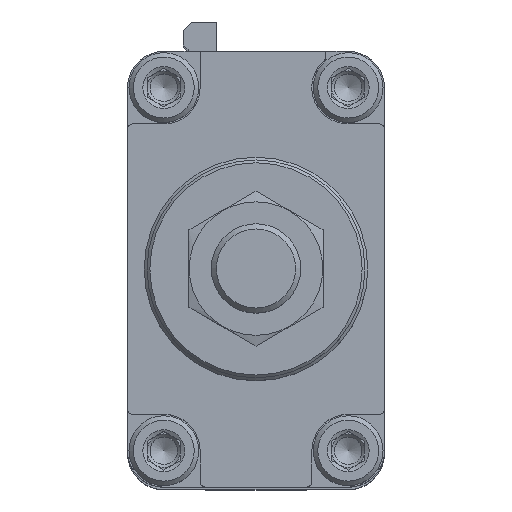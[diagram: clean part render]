
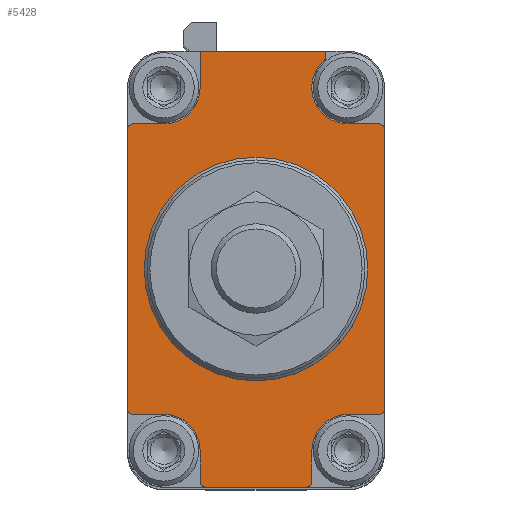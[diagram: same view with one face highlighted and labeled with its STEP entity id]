
A CAD part, top view. The second image highlights one B-rep face of the part: STEP entity #5428.
In plain terms, the highlighted planar face has unit normal (0, 0, 1).
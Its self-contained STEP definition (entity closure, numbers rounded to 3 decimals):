
#167=LINE('',#8467,#542);
#175=LINE('',#8489,#550);
#183=LINE('',#8513,#558);
#195=LINE('',#8548,#570);
#212=LINE('',#8581,#587);
#213=LINE('',#8587,#588);
#214=LINE('',#8591,#589);
#215=LINE('',#8596,#590);
#216=LINE('',#8600,#591);
#217=LINE('',#8605,#592);
#218=LINE('',#8609,#593);
#219=LINE('',#8610,#594);
#542=VECTOR('',#6566,1000.);
#550=VECTOR('',#6584,1000.);
#558=VECTOR('',#6604,1000.);
#570=VECTOR('',#6632,1000.);
#587=VECTOR('',#6653,1000.);
#588=VECTOR('',#6658,1000.);
#589=VECTOR('',#6661,1000.);
#590=VECTOR('',#6666,1000.);
#591=VECTOR('',#6669,1000.);
#592=VECTOR('',#6674,1000.);
#593=VECTOR('',#6677,1000.);
#594=VECTOR('',#6678,1000.);
#915=PLANE('',#5866);
#1133=CIRCLE('',#5867,20.);
#1134=CIRCLE('',#5868,1.);
#1135=CIRCLE('',#5869,1.);
#1136=CIRCLE('',#5870,6.5);
#1137=CIRCLE('',#5871,1.);
#1138=CIRCLE('',#5872,1.);
#1139=CIRCLE('',#5873,6.5);
#1140=CIRCLE('',#5874,1.);
#1141=CIRCLE('',#5875,1.);
#1142=CIRCLE('',#5876,6.5);
#1143=CIRCLE('',#5877,6.5);
#1531=ORIENTED_EDGE('',*,*,#3029,.T.);
#1532=ORIENTED_EDGE('',*,*,#3030,.T.);
#1533=ORIENTED_EDGE('',*,*,#3031,.T.);
#1534=ORIENTED_EDGE('',*,*,#2971,.T.);
#1535=ORIENTED_EDGE('',*,*,#3032,.T.);
#1536=ORIENTED_EDGE('',*,*,#3033,.T.);
#1537=ORIENTED_EDGE('',*,*,#3034,.F.);
#1538=ORIENTED_EDGE('',*,*,#3035,.T.);
#1539=ORIENTED_EDGE('',*,*,#3036,.T.);
#1540=ORIENTED_EDGE('',*,*,#2982,.T.);
#1541=ORIENTED_EDGE('',*,*,#3037,.T.);
#1542=ORIENTED_EDGE('',*,*,#3038,.T.);
#1543=ORIENTED_EDGE('',*,*,#3039,.F.);
#1544=ORIENTED_EDGE('',*,*,#3040,.T.);
#1545=ORIENTED_EDGE('',*,*,#3041,.T.);
#1546=ORIENTED_EDGE('',*,*,#2994,.T.);
#1547=ORIENTED_EDGE('',*,*,#3042,.T.);
#1548=ORIENTED_EDGE('',*,*,#3043,.T.);
#1549=ORIENTED_EDGE('',*,*,#3044,.F.);
#1550=ORIENTED_EDGE('',*,*,#3045,.T.);
#1551=ORIENTED_EDGE('',*,*,#3012,.T.);
#1552=ORIENTED_EDGE('',*,*,#3046,.T.);
#1553=ORIENTED_EDGE('',*,*,#3047,.F.);
#2971=EDGE_CURVE('',#3726,#3725,#167,.T.);
#2982=EDGE_CURVE('',#3735,#3734,#175,.T.);
#2994=EDGE_CURVE('',#3745,#3744,#183,.T.);
#3012=EDGE_CURVE('',#3760,#3759,#195,.T.);
#3029=EDGE_CURVE('',#3773,#3773,#1133,.T.);
#3030=EDGE_CURVE('',#3774,#3775,#212,.T.);
#3031=EDGE_CURVE('',#3775,#3726,#1134,.T.);
#3032=EDGE_CURVE('',#3725,#3776,#1135,.T.);
#3033=EDGE_CURVE('',#3776,#3777,#213,.T.);
#3034=EDGE_CURVE('',#3778,#3777,#1136,.T.);
#3035=EDGE_CURVE('',#3778,#3779,#214,.T.);
#3036=EDGE_CURVE('',#3779,#3735,#1137,.T.);
#3037=EDGE_CURVE('',#3734,#3780,#1138,.T.);
#3038=EDGE_CURVE('',#3780,#3781,#215,.T.);
#3039=EDGE_CURVE('',#3782,#3781,#1139,.T.);
#3040=EDGE_CURVE('',#3782,#3783,#216,.T.);
#3041=EDGE_CURVE('',#3783,#3745,#1140,.T.);
#3042=EDGE_CURVE('',#3744,#3784,#1141,.T.);
#3043=EDGE_CURVE('',#3784,#3785,#217,.T.);
#3044=EDGE_CURVE('',#3786,#3785,#1142,.T.);
#3045=EDGE_CURVE('',#3786,#3760,#218,.T.);
#3046=EDGE_CURVE('',#3759,#3787,#219,.T.);
#3047=EDGE_CURVE('',#3774,#3787,#1143,.T.);
#3725=VERTEX_POINT('',#8466);
#3726=VERTEX_POINT('',#8468);
#3734=VERTEX_POINT('',#8488);
#3735=VERTEX_POINT('',#8490);
#3744=VERTEX_POINT('',#8512);
#3745=VERTEX_POINT('',#8514);
#3759=VERTEX_POINT('',#8547);
#3760=VERTEX_POINT('',#8549);
#3773=VERTEX_POINT('',#8580);
#3774=VERTEX_POINT('',#8582);
#3775=VERTEX_POINT('',#8583);
#3776=VERTEX_POINT('',#8586);
#3777=VERTEX_POINT('',#8588);
#3778=VERTEX_POINT('',#8590);
#3779=VERTEX_POINT('',#8592);
#3780=VERTEX_POINT('',#8595);
#3781=VERTEX_POINT('',#8597);
#3782=VERTEX_POINT('',#8599);
#3783=VERTEX_POINT('',#8601);
#3784=VERTEX_POINT('',#8604);
#3785=VERTEX_POINT('',#8606);
#3786=VERTEX_POINT('',#8608);
#3787=VERTEX_POINT('',#8611);
#4319=EDGE_LOOP('',(#1531));
#4320=EDGE_LOOP('',(#1532,#1533,#1534,#1535,#1536,#1537,#1538,#1539,#1540,
#1541,#1542,#1543,#1544,#1545,#1546,#1547,#1548,#1549,#1550,#1551,#1552,
#1553));
#4842=FACE_BOUND('',#4319,.T.);
#4843=FACE_BOUND('',#4320,.T.);
#5428=ADVANCED_FACE('',(#4842,#4843),#915,.T.);
#5866=AXIS2_PLACEMENT_3D('',#8578,#6649,#6650);
#5867=AXIS2_PLACEMENT_3D('',#8579,#6651,#6652);
#5868=AXIS2_PLACEMENT_3D('',#8584,#6654,#6655);
#5869=AXIS2_PLACEMENT_3D('',#8585,#6656,#6657);
#5870=AXIS2_PLACEMENT_3D('',#8589,#6659,#6660);
#5871=AXIS2_PLACEMENT_3D('',#8593,#6662,#6663);
#5872=AXIS2_PLACEMENT_3D('',#8594,#6664,#6665);
#5873=AXIS2_PLACEMENT_3D('',#8598,#6667,#6668);
#5874=AXIS2_PLACEMENT_3D('',#8602,#6670,#6671);
#5875=AXIS2_PLACEMENT_3D('',#8603,#6672,#6673);
#5876=AXIS2_PLACEMENT_3D('',#8607,#6675,#6676);
#5877=AXIS2_PLACEMENT_3D('',#8612,#6679,#6680);
#6566=DIRECTION('',(0.,-1.,0.));
#6584=DIRECTION('',(1.,0.,0.));
#6604=DIRECTION('',(0.,1.,0.));
#6632=DIRECTION('',(-1.,0.,0.));
#6649=DIRECTION('',(0.,0.,1.));
#6650=DIRECTION('',(1.,0.,0.));
#6651=DIRECTION('',(0.,0.,-1.));
#6652=DIRECTION('',(-1.,0.,0.));
#6653=DIRECTION('',(-1.,0.,0.));
#6654=DIRECTION('',(0.,0.,1.));
#6655=DIRECTION('',(1.,0.,0.));
#6656=DIRECTION('',(0.,0.,1.));
#6657=DIRECTION('',(1.,0.,0.));
#6658=DIRECTION('',(1.,0.,0.));
#6659=DIRECTION('',(0.,0.,1.));
#6660=DIRECTION('',(1.,0.,0.));
#6661=DIRECTION('',(0.,-1.,0.));
#6662=DIRECTION('',(0.,0.,1.));
#6663=DIRECTION('',(1.,0.,0.));
#6664=DIRECTION('',(0.,0.,1.));
#6665=DIRECTION('',(1.,0.,0.));
#6666=DIRECTION('',(0.,1.,0.));
#6667=DIRECTION('',(0.,0.,1.));
#6668=DIRECTION('',(1.,0.,0.));
#6669=DIRECTION('',(1.,0.,0.));
#6670=DIRECTION('',(0.,0.,1.));
#6671=DIRECTION('',(1.,0.,0.));
#6672=DIRECTION('',(0.,0.,1.));
#6673=DIRECTION('',(1.,0.,0.));
#6674=DIRECTION('',(-1.,0.,0.));
#6675=DIRECTION('',(0.,0.,1.));
#6676=DIRECTION('',(1.,0.,0.));
#6677=DIRECTION('',(0.,1.,0.));
#6678=DIRECTION('',(0.,-1.,0.));
#6679=DIRECTION('',(0.,0.,1.));
#6680=DIRECTION('',(1.,0.,0.));
#8466=CARTESIAN_POINT('',(-23.,-25.,0.));
#8467=CARTESIAN_POINT('',(-23.,32.5,0.));
#8468=CARTESIAN_POINT('',(-23.,25.,0.));
#8488=CARTESIAN_POINT('',(9.,-39.,0.));
#8489=CARTESIAN_POINT('',(-16.5,-39.,0.));
#8490=CARTESIAN_POINT('',(-9.,-39.,0.));
#8512=CARTESIAN_POINT('',(23.,25.,0.));
#8513=CARTESIAN_POINT('',(23.,-32.5,0.));
#8514=CARTESIAN_POINT('',(23.,-25.,0.));
#8547=CARTESIAN_POINT('',(-10.,39.,0.));
#8548=CARTESIAN_POINT('',(16.5,39.,0.));
#8549=CARTESIAN_POINT('',(12.5,39.,0.));
#8578=CARTESIAN_POINT('',(-16.5,32.5,0.));
#8579=CARTESIAN_POINT('',(0.,0.,0.));
#8580=CARTESIAN_POINT('',(-20.,0.,0.));
#8581=CARTESIAN_POINT('',(-16.5,26.,0.));
#8582=CARTESIAN_POINT('',(-16.5,26.,0.));
#8583=CARTESIAN_POINT('',(-22.,26.,0.));
#8584=CARTESIAN_POINT('',(-22.,25.,0.));
#8585=CARTESIAN_POINT('',(-22.,-25.,0.));
#8586=CARTESIAN_POINT('',(-22.,-26.,0.));
#8587=CARTESIAN_POINT('',(-22.,-26.,0.));
#8588=CARTESIAN_POINT('',(-16.5,-26.,0.));
#8589=CARTESIAN_POINT('',(-16.5,-32.5,0.));
#8590=CARTESIAN_POINT('',(-10.,-32.5,0.));
#8591=CARTESIAN_POINT('',(-10.,-32.5,0.));
#8592=CARTESIAN_POINT('',(-10.,-38.,0.));
#8593=CARTESIAN_POINT('',(-9.,-38.,0.));
#8594=CARTESIAN_POINT('',(9.,-38.,0.));
#8595=CARTESIAN_POINT('',(10.,-38.,0.));
#8596=CARTESIAN_POINT('',(10.,-38.,0.));
#8597=CARTESIAN_POINT('',(10.,-32.5,0.));
#8598=CARTESIAN_POINT('',(16.5,-32.5,0.));
#8599=CARTESIAN_POINT('',(16.5,-26.,0.));
#8600=CARTESIAN_POINT('',(16.5,-26.,0.));
#8601=CARTESIAN_POINT('',(22.,-26.,0.));
#8602=CARTESIAN_POINT('',(22.,-25.,0.));
#8603=CARTESIAN_POINT('',(22.,25.,0.));
#8604=CARTESIAN_POINT('',(22.,26.,0.));
#8605=CARTESIAN_POINT('',(22.,26.,0.));
#8606=CARTESIAN_POINT('',(16.5,26.,0.));
#8607=CARTESIAN_POINT('',(16.5,32.5,0.));
#8608=CARTESIAN_POINT('',(12.5,37.623,0.));
#8609=CARTESIAN_POINT('',(12.5,37.623,0.));
#8610=CARTESIAN_POINT('',(-10.,39.,0.));
#8611=CARTESIAN_POINT('',(-10.,32.5,0.));
#8612=CARTESIAN_POINT('',(-16.5,32.5,0.));
